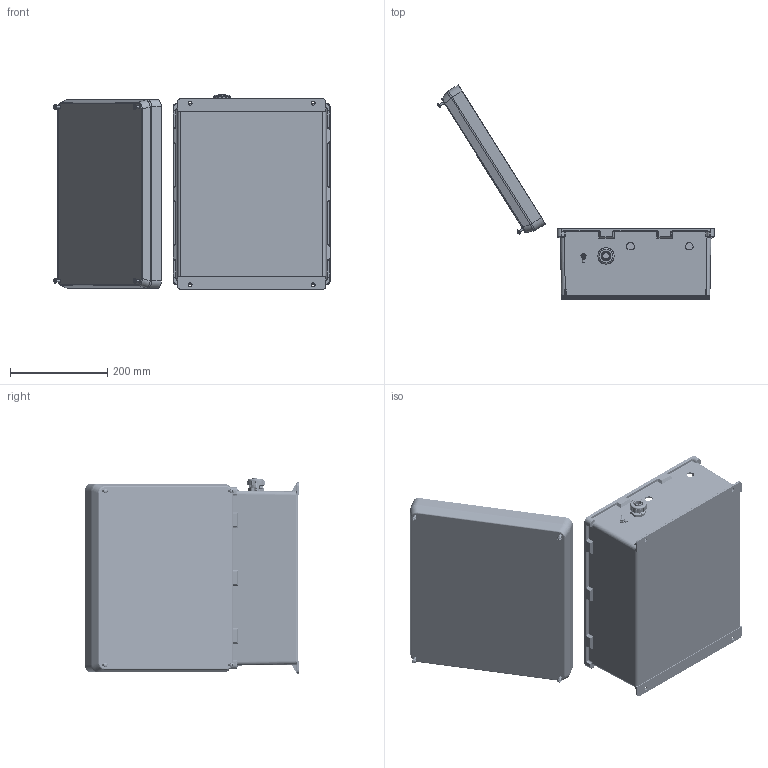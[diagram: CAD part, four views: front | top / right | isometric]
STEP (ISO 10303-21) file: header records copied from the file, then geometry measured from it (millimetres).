
FILE_DESCRIPTION (( 'STEP AP214' ), '1' );
FILE_NAME ('NBC141206-100.STEP', '2018-02-22T14:24:45', ( '' ), ( '' ), 'SwSTEP 2.0', 'SolidWorks 2017', '' );
FILE_SCHEMA (( 'AUTOMOTIVE_DESIGN' ));
Length unit declared in the file: inch
Products named in the file (25): XF797-02; XFS-0017; 10-32 NEMA PLATE SCREW; XMH-0010; XFN-0013; XCTB-0002; XCT-0011; XCT-0010; XF451-01; XFW-0002; XFN-0003; XCT-0005; XFS-0066_90272A147; XFS-0026; XFN-0022; XC-0003; X-ASSY-HYP285-1; NBC141206-Lid; XERZ-V20D241; NB141207-Box; X-PCB-HYP285; NBC_LidScrew; NBC141206-100; NEMA GroundWire-2; XMH-0007
Assembly tree (48 placements, depth 3):
  NBC141206-100
    NB141207-Box
    NBC141206-Lid
    XC-0003
    XFS-0026
    XCT-0005
    XFN-0003  x2
    XFW-0002  x5
    XF451-01
    XCT-0010
    XCT-0011
    XCTB-0002
    XFN-0013  x2
    XMH-0010  x2
    10-32 NEMA PLATE SCREW  x4
    XFS-0017  x5
    XF797-02
    XMH-0007  x4
    NEMA GroundWire-2
    NBC_LidScrew  x4
    X-ASSY-HYP285-1
      X-PCB-HYP285
      XERZ-V20D241  x3
    XFN-0022  x2
    XFS-0066_90272A147  x2
Bounding box: 569.84 x 441.44 x 402.37 mm (x, y, z)
Volume: 2223910.6 mm3; surface area: 1268673.1 mm2
Topology: 47 solids, 48 shells, 3751 faces, 9337 edges, 5712 vertices
Faces by surface type: plane 1376, cylinder 1166, cone 691, torus 237, bspline 225, sphere 56
Full cylindrical faces by diameter (mm): 1.27 x6, 1.397 x6, 1.778 x6, 2.705 x40, 3.429 x2, 3.556 x9, 3.607 x1, 3.683 x2, 3.81 x2, 3.886 x8, 3.934 x1, 3.962 x2, 4.064 x2, 4.177 x4, 4.216 x4, 4.47 x2, 4.572 x10, 5.004 x1, 5.182 x1, 5.588 x2, 5.639 x1, 5.7 x2, 6.35 x6, 6.5 x4, 6.655 x5, 6.667 x3, 6.858 x2, 7.163 x3, 7.62 x3, 8 x4
Entity records: 90450 total; most frequent: CARTESIAN_POINT 24115, DIRECTION 10985, ORIENTED_EDGE 10912, EDGE_CURVE 5456, AXIS2_PLACEMENT_3D 4194, VERTEX_POINT 3610, EDGE_LOOP 3144, FACE_OUTER_BOUND 2614
